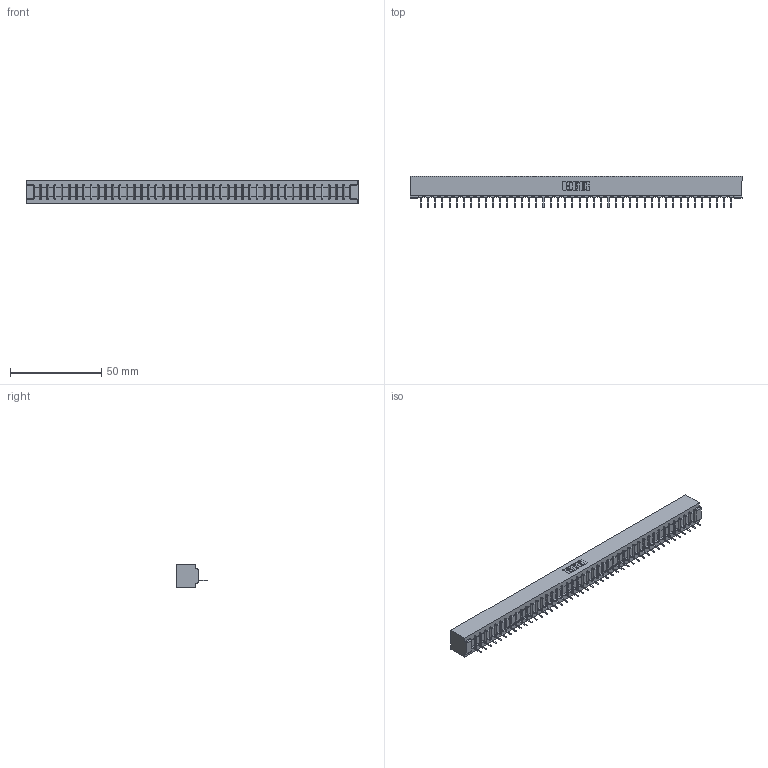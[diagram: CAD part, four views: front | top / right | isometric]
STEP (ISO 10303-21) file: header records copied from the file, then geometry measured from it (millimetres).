
FILE_DESCRIPTION (( 'STEP AP203' ), '1' );
FILE_NAME ('357-044-531-101.STEP', '2018-08-11T10:55:19', ( '' ), ( '' ), 'SwSTEP 2.0', 'SolidWorks 2016', '' );
FILE_SCHEMA (( 'CONFIG_CONTROL_DESIGN' ));
Length unit declared in the file: inch
Products named in the file (3): 307 Part_No Mounting Lugs; 307-290-001_531; 357-044-531-101
Assembly tree (45 placements, depth 2):
  357-044-531-101
    307 Part_No Mounting Lugs
    307-290-001_531  x44
Bounding box: 182.22 x 17.42 x 12.7 mm (x, y, z)
Volume: 19356.7 mm3; surface area: 20162.2 mm2
Topology: 45 solids, 45 shells, 2619 faces, 7427 edges, 4770 vertices
Faces by surface type: plane 1694, cylinder 835, sphere 90
Entity records: 37164 total; most frequent: CARTESIAN_POINT 6260, ORIENTED_EDGE 6246, DIRECTION 6085, EDGE_CURVE 3123, LINE 2399, VECTOR 2399, VERTEX_POINT 2018, AXIS2_PLACEMENT_3D 1843
